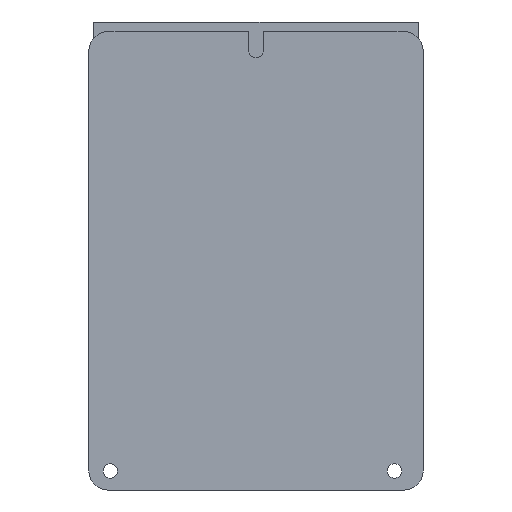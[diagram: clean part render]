
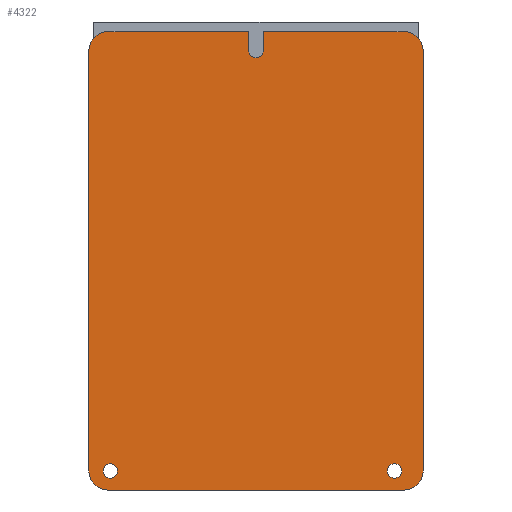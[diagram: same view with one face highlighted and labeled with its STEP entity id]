
A CAD part, front view. The second image highlights one B-rep face of the part: STEP entity #4322.
In plain terms, the highlighted planar face has unit normal (0, -1, 0).
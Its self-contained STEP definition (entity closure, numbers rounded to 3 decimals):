
#1=CARTESIAN_POINT('',(46.038,0.,-69.85));
#2=DIRECTION('',(0.,-1.,0.));
#3=DIRECTION('',(1.,0.,0.));
#4=AXIS2_PLACEMENT_3D('',#1,#2,#3);
#6=CARTESIAN_POINT('',(46.038,0.,-69.85));
#7=DIRECTION('',(0.,-1.,0.));
#8=DIRECTION('',(-1.,0.,0.));
#9=AXIS2_PLACEMENT_3D('',#6,#7,#8);
#11=CARTESIAN_POINT('',(-48.438,0.,-69.85));
#12=DIRECTION('',(0.,-1.,0.));
#13=DIRECTION('',(1.,0.,0.));
#14=AXIS2_PLACEMENT_3D('',#11,#12,#13);
#16=CARTESIAN_POINT('',(-48.438,0.,-69.85));
#17=DIRECTION('',(0.,-1.,0.));
#18=DIRECTION('',(-1.,0.,0.));
#19=AXIS2_PLACEMENT_3D('',#16,#17,#18);
#21=CARTESIAN_POINT('',(-49.213,0.,69.85));
#22=DIRECTION('',(0.,-1.,0.));
#23=DIRECTION('',(0.,0.,1.));
#24=AXIS2_PLACEMENT_3D('',#21,#22,#23);
#26=DIRECTION('',(1.,0.,0.));
#27=VECTOR('',#26,46.813);
#28=CARTESIAN_POINT('',(-49.213,0.,76.2));
#29=LINE('',#28,#27);
#30=DIRECTION('',(0.,0.,-1.));
#31=VECTOR('',#30,6.35);
#32=CARTESIAN_POINT('',(-2.4,0.,76.2));
#33=LINE('',#32,#31);
#34=CARTESIAN_POINT('',(0.,0.,69.85));
#35=DIRECTION('',(0.,-1.,0.));
#36=DIRECTION('',(-1.,0.,0.));
#37=AXIS2_PLACEMENT_3D('',#34,#35,#36);
#39=DIRECTION('',(0.,0.,1.));
#40=VECTOR('',#39,6.35);
#41=CARTESIAN_POINT('',(2.4,0.,69.85));
#42=LINE('',#41,#40);
#43=DIRECTION('',(1.,0.,0.));
#44=VECTOR('',#43,46.813);
#45=CARTESIAN_POINT('',(2.4,0.,76.2));
#46=LINE('',#45,#44);
#47=CARTESIAN_POINT('',(49.213,0.,69.85));
#48=DIRECTION('',(0.,-1.,0.));
#49=DIRECTION('',(1.,0.,0.));
#50=AXIS2_PLACEMENT_3D('',#47,#48,#49);
#52=DIRECTION('',(0.,0.,-1.));
#53=VECTOR('',#52,139.7);
#54=CARTESIAN_POINT('',(55.563,0.,69.85));
#55=LINE('',#54,#53);
#56=CARTESIAN_POINT('',(49.213,0.,-69.85));
#57=DIRECTION('',(0.,-1.,0.));
#58=DIRECTION('',(0.,0.,-1.));
#59=AXIS2_PLACEMENT_3D('',#56,#57,#58);
#61=DIRECTION('',(-1.,0.,0.));
#62=VECTOR('',#61,98.425);
#63=CARTESIAN_POINT('',(49.213,0.,-76.2));
#64=LINE('',#63,#62);
#65=CARTESIAN_POINT('',(-49.213,0.,-69.85));
#66=DIRECTION('',(0.,-1.,0.));
#67=DIRECTION('',(-1.,0.,0.));
#68=AXIS2_PLACEMENT_3D('',#65,#66,#67);
#70=DIRECTION('',(0.,0.,1.));
#71=VECTOR('',#70,139.7);
#72=CARTESIAN_POINT('',(-55.563,0.,-69.85));
#73=LINE('',#72,#71);
#3219=CARTESIAN_POINT('',(48.438,0.,-69.85));
#3220=CARTESIAN_POINT('',(43.638,0.,-69.85));
#3221=VERTEX_POINT('',#3219);
#3222=VERTEX_POINT('',#3220);
#3223=CARTESIAN_POINT('',(-46.038,0.,-69.85));
#3224=CARTESIAN_POINT('',(-50.838,0.,-69.85));
#3225=VERTEX_POINT('',#3223);
#3226=VERTEX_POINT('',#3224);
#3227=CARTESIAN_POINT('',(-2.4,0.,76.2));
#3228=CARTESIAN_POINT('',(-2.4,0.,69.85));
#3229=VERTEX_POINT('',#3227);
#3230=VERTEX_POINT('',#3228);
#3231=CARTESIAN_POINT('',(2.4,0.,69.85));
#3232=VERTEX_POINT('',#3231);
#3233=CARTESIAN_POINT('',(2.4,0.,76.2));
#3234=VERTEX_POINT('',#3233);
#3251=CARTESIAN_POINT('',(-49.213,0.,76.2));
#3252=CARTESIAN_POINT('',(-55.563,0.,69.85));
#3253=VERTEX_POINT('',#3251);
#3254=VERTEX_POINT('',#3252);
#3259=CARTESIAN_POINT('',(55.563,0.,69.85));
#3260=CARTESIAN_POINT('',(49.213,0.,76.2));
#3261=VERTEX_POINT('',#3259);
#3262=VERTEX_POINT('',#3260);
#3267=CARTESIAN_POINT('',(49.213,0.,-76.2));
#3268=CARTESIAN_POINT('',(55.563,0.,-69.85));
#3269=VERTEX_POINT('',#3267);
#3270=VERTEX_POINT('',#3268);
#3275=CARTESIAN_POINT('',(-55.563,0.,-69.85));
#3276=CARTESIAN_POINT('',(-49.213,0.,-76.2));
#3277=VERTEX_POINT('',#3275);
#3278=VERTEX_POINT('',#3276);
#4279=CARTESIAN_POINT('',(0.,0.,0.));
#4280=DIRECTION('',(0.,1.,0.));
#4281=DIRECTION('',(1.,0.,0.));
#4282=AXIS2_PLACEMENT_3D('',#4279,#4280,#4281);
#4283=PLANE('',#4282);
#4285=ORIENTED_EDGE('',*,*,#4284,.F.);
#4287=ORIENTED_EDGE('',*,*,#4286,.T.);
#4289=ORIENTED_EDGE('',*,*,#4288,.T.);
#4291=ORIENTED_EDGE('',*,*,#4290,.T.);
#4293=ORIENTED_EDGE('',*,*,#4292,.T.);
#4295=ORIENTED_EDGE('',*,*,#4294,.T.);
#4297=ORIENTED_EDGE('',*,*,#4296,.F.);
#4299=ORIENTED_EDGE('',*,*,#4298,.T.);
#4301=ORIENTED_EDGE('',*,*,#4300,.F.);
#4303=ORIENTED_EDGE('',*,*,#4302,.T.);
#4305=ORIENTED_EDGE('',*,*,#4304,.F.);
#4307=ORIENTED_EDGE('',*,*,#4306,.T.);
#4308=EDGE_LOOP('',(#4285,#4287,#4289,#4291,#4293,#4295,#4297,#4299,#4301,#4303,
#4305,#4307));
#4309=FACE_OUTER_BOUND('',#4308,.F.);
#4311=ORIENTED_EDGE('',*,*,#4310,.T.);
#4313=ORIENTED_EDGE('',*,*,#4312,.T.);
#4314=EDGE_LOOP('',(#4311,#4313));
#4315=FACE_BOUND('',#4314,.F.);
#4317=ORIENTED_EDGE('',*,*,#4316,.T.);
#4319=ORIENTED_EDGE('',*,*,#4318,.T.);
#4320=EDGE_LOOP('',(#4317,#4319));
#4321=FACE_BOUND('',#4320,.F.);
#4322=ADVANCED_FACE('',(#4309,#4315,#4321),#4283,.F.);
#5=CIRCLE('',#4,2.4);
#10=CIRCLE('',#9,2.4);
#15=CIRCLE('',#14,2.4);
#20=CIRCLE('',#19,2.4);
#25=CIRCLE('',#24,6.35);
#38=CIRCLE('',#37,2.4);
#51=CIRCLE('',#50,6.35);
#60=CIRCLE('',#59,6.35);
#69=CIRCLE('',#68,6.35);
#4284=EDGE_CURVE('',#3253,#3254,#25,.T.);
#4286=EDGE_CURVE('',#3253,#3229,#29,.T.);
#4288=EDGE_CURVE('',#3229,#3230,#33,.T.);
#4290=EDGE_CURVE('',#3230,#3232,#38,.T.);
#4292=EDGE_CURVE('',#3232,#3234,#42,.T.);
#4294=EDGE_CURVE('',#3234,#3262,#46,.T.);
#4296=EDGE_CURVE('',#3261,#3262,#51,.T.);
#4298=EDGE_CURVE('',#3261,#3270,#55,.T.);
#4300=EDGE_CURVE('',#3269,#3270,#60,.T.);
#4302=EDGE_CURVE('',#3269,#3278,#64,.T.);
#4304=EDGE_CURVE('',#3277,#3278,#69,.T.);
#4306=EDGE_CURVE('',#3277,#3254,#73,.T.);
#4310=EDGE_CURVE('',#3225,#3226,#15,.T.);
#4312=EDGE_CURVE('',#3226,#3225,#20,.T.);
#4316=EDGE_CURVE('',#3221,#3222,#5,.T.);
#4318=EDGE_CURVE('',#3222,#3221,#10,.T.);
